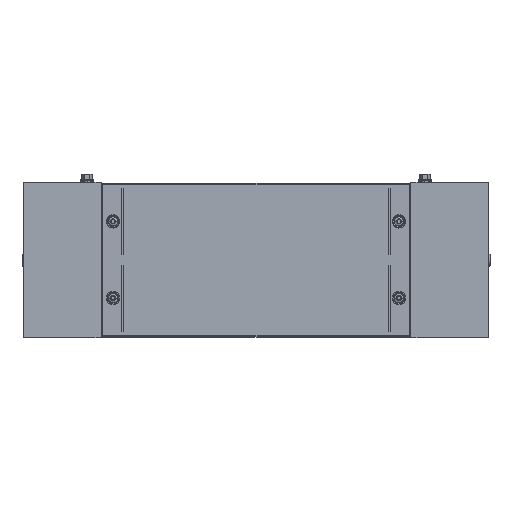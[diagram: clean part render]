
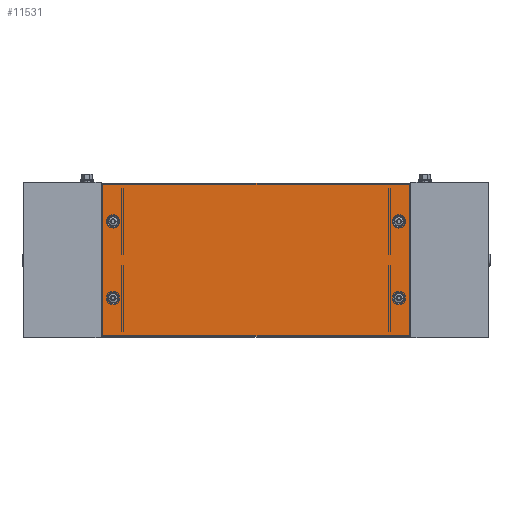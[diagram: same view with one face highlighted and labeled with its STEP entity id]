
A CAD part, top view. The second image highlights one B-rep face of the part: STEP entity #11531.
In plain terms, the highlighted face is planar.
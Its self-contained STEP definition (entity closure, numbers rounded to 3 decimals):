
#84 = ORIENTED_EDGE ( 'NONE', *, *, #13670, .T. ) ;
#185 = CIRCLE ( 'NONE', #7091, 7.691 ) ;
#455 = CIRCLE ( 'NONE', #5249, 7.691 ) ;
#457 = VERTEX_POINT ( 'NONE', #2244 ) ;
#586 = CARTESIAN_POINT ( 'NONE',  ( 492.191, -50.5, 0. ) ) ;
#923 = CARTESIAN_POINT ( 'NONE',  ( 123.191, -149.5, 0. ) ) ;
#1003 = DIRECTION ( 'NONE',  ( 0., 0., 1. ) ) ;
#1215 = CIRCLE ( 'NONE', #11132, 7.691 ) ;
#1296 = CARTESIAN_POINT ( 'NONE',  ( 484.5, -50.5, 0. ) ) ;
#1363 = CARTESIAN_POINT ( 'NONE',  ( 101., -199., 0. ) ) ;
#1367 = CARTESIAN_POINT ( 'NONE',  ( 107.809, -50.5, 0. ) ) ;
#1375 = PLANE ( 'NONE',  #5935 ) ;
#1417 = DIRECTION ( 'NONE',  ( 0., 0., 1. ) ) ;
#1430 = CARTESIAN_POINT ( 'NONE',  ( 476.809, -149.5, 0. ) ) ;
#1735 = VECTOR ( 'NONE', #2218, 1000. ) ;
#1852 = ORIENTED_EDGE ( 'NONE', *, *, #3490, .T. ) ;
#2218 = DIRECTION ( 'NONE',  ( 0., 1., 0. ) ) ;
#2244 = CARTESIAN_POINT ( 'NONE',  ( 476.809, -50.5, 0. ) ) ;
#2325 = DIRECTION ( 'NONE',  ( 0., 0., 1. ) ) ;
#2380 = VERTEX_POINT ( 'NONE', #586 ) ;
#2522 = ORIENTED_EDGE ( 'NONE', *, *, #11831, .F. ) ;
#2561 = DIRECTION ( 'NONE',  ( 1., 0., 0. ) ) ;
#2775 = DIRECTION ( 'NONE',  ( 1., 0., 0. ) ) ;
#2822 = DIRECTION ( 'NONE',  ( 0., 0., 1. ) ) ;
#3416 = AXIS2_PLACEMENT_3D ( 'NONE', #14009, #2325, #15253 ) ;
#3455 = CARTESIAN_POINT ( 'NONE',  ( 101., -1., 0. ) ) ;
#3490 = EDGE_CURVE ( 'NONE', #11868, #15684, #455, .T. ) ;
#3813 = DIRECTION ( 'NONE',  ( 0., -1., 0. ) ) ;
#3822 = VECTOR ( 'NONE', #5552, 1000. ) ;
#4287 = DIRECTION ( 'NONE',  ( 0., 0., 1. ) ) ;
#4300 = ORIENTED_EDGE ( 'NONE', *, *, #11763, .F. ) ;
#4321 = ORIENTED_EDGE ( 'NONE', *, *, #6533, .F. ) ;
#4478 = FACE_BOUND ( 'NONE', #14901, .T. ) ;
#4879 = EDGE_CURVE ( 'NONE', #14142, #8350, #6792, .T. ) ;
#5009 = CARTESIAN_POINT ( 'NONE',  ( 101., -199., 0. ) ) ;
#5230 = EDGE_CURVE ( 'NONE', #457, #2380, #15483, .T. ) ;
#5249 = AXIS2_PLACEMENT_3D ( 'NONE', #15765, #2822, #11948 ) ;
#5341 = VECTOR ( 'NONE', #3813, 1000. ) ;
#5552 = DIRECTION ( 'NONE',  ( -1., 0., 0. ) ) ;
#5632 = DIRECTION ( 'NONE',  ( 1., 0., 0. ) ) ;
#5862 = CARTESIAN_POINT ( 'NONE',  ( 484.5, -149.5, 0. ) ) ;
#5935 = AXIS2_PLACEMENT_3D ( 'NONE', #8625, #17251, #14572 ) ;
#5943 = EDGE_CURVE ( 'NONE', #5972, #8423, #15972, .T. ) ;
#5972 = VERTEX_POINT ( 'NONE', #9678 ) ;
#5993 = FACE_BOUND ( 'NONE', #6674, .T. ) ;
#6533 = EDGE_CURVE ( 'NONE', #18227, #12162, #10470, .T. ) ;
#6674 = EDGE_LOOP ( 'NONE', ( #7287, #16011 ) ) ;
#6792 = LINE ( 'NONE', #9793, #3822 ) ;
#7091 = AXIS2_PLACEMENT_3D ( 'NONE', #11244, #4287, #2775 ) ;
#7287 = ORIENTED_EDGE ( 'NONE', *, *, #8540, .T. ) ;
#7966 = CARTESIAN_POINT ( 'NONE',  ( 123.191, -50.5, 0. ) ) ;
#8139 = DIRECTION ( 'NONE',  ( 0., 0., 1. ) ) ;
#8151 = CARTESIAN_POINT ( 'NONE',  ( 499., -1., 0. ) ) ;
#8350 = VERTEX_POINT ( 'NONE', #3455 ) ;
#8419 = EDGE_LOOP ( 'NONE', ( #84, #1852 ) ) ;
#8423 = VERTEX_POINT ( 'NONE', #923 ) ;
#8540 = EDGE_CURVE ( 'NONE', #17080, #8753, #185, .T. ) ;
#8556 = ORIENTED_EDGE ( 'NONE', *, *, #16804, .T. ) ;
#8625 = CARTESIAN_POINT ( 'NONE',  ( 0., 0., 0. ) ) ;
#8753 = VERTEX_POINT ( 'NONE', #14346 ) ;
#8818 = FACE_BOUND ( 'NONE', #17521, .T. ) ;
#9477 = DIRECTION ( 'NONE',  ( 0., 0., 1. ) ) ;
#9601 = AXIS2_PLACEMENT_3D ( 'NONE', #1296, #12765, #5632 ) ;
#9678 = CARTESIAN_POINT ( 'NONE',  ( 107.809, -149.5, 0. ) ) ;
#9793 = CARTESIAN_POINT ( 'NONE',  ( 101., -1., 0. ) ) ;
#9868 = FACE_BOUND ( 'NONE', #8419, .T. ) ;
#10205 = CIRCLE ( 'NONE', #16250, 7.691 ) ;
#10470 = LINE ( 'NONE', #5009, #10655 ) ;
#10655 = VECTOR ( 'NONE', #14732, 1000. ) ;
#10675 = CARTESIAN_POINT ( 'NONE',  ( 499., -199., 0. ) ) ;
#10829 = ORIENTED_EDGE ( 'NONE', *, *, #4879, .F. ) ;
#10974 = CARTESIAN_POINT ( 'NONE',  ( 115.5, -149.5, 0. ) ) ;
#11132 = AXIS2_PLACEMENT_3D ( 'NONE', #16655, #9477, #18275 ) ;
#11200 = ORIENTED_EDGE ( 'NONE', *, *, #5230, .T. ) ;
#11244 = CARTESIAN_POINT ( 'NONE',  ( 484.5, -149.5, 0. ) ) ;
#11271 = EDGE_LOOP ( 'NONE', ( #4300, #10829, #2522, #4321 ) ) ;
#11529 = FACE_OUTER_BOUND ( 'NONE', #11271, .T. ) ;
#11531 = ADVANCED_FACE ( 'NONE', ( #5993, #4478, #8818, #9868, #11529 ), #1375, .F. ) ;
#11733 = ORIENTED_EDGE ( 'NONE', *, *, #5943, .T. ) ;
#11763 = EDGE_CURVE ( 'NONE', #8350, #18227, #12376, .T. ) ;
#11831 = EDGE_CURVE ( 'NONE', #12162, #14142, #15146, .T. ) ;
#11868 = VERTEX_POINT ( 'NONE', #7966 ) ;
#11948 = DIRECTION ( 'NONE',  ( 1., 0., 0. ) ) ;
#12162 = VERTEX_POINT ( 'NONE', #10675 ) ;
#12174 = CARTESIAN_POINT ( 'NONE',  ( 115.5, -149.5, 0. ) ) ;
#12346 = CIRCLE ( 'NONE', #17202, 7.691 ) ;
#12349 = CARTESIAN_POINT ( 'NONE',  ( 499., -1., 0. ) ) ;
#12376 = LINE ( 'NONE', #14074, #5341 ) ;
#12743 = DIRECTION ( 'NONE',  ( 1., 0., 0. ) ) ;
#12765 = DIRECTION ( 'NONE',  ( 0., 0., 1. ) ) ;
#12911 = AXIS2_PLACEMENT_3D ( 'NONE', #10974, #1003, #12743 ) ;
#13670 = EDGE_CURVE ( 'NONE', #15684, #11868, #1215, .T. ) ;
#14009 = CARTESIAN_POINT ( 'NONE',  ( 484.5, -50.5, 0. ) ) ;
#14074 = CARTESIAN_POINT ( 'NONE',  ( 101., -1., 0. ) ) ;
#14142 = VERTEX_POINT ( 'NONE', #12349 ) ;
#14208 = EDGE_CURVE ( 'NONE', #8753, #17080, #12346, .T. ) ;
#14346 = CARTESIAN_POINT ( 'NONE',  ( 492.191, -149.5, 0. ) ) ;
#14572 = DIRECTION ( 'NONE',  ( 1., 0., 0. ) ) ;
#14732 = DIRECTION ( 'NONE',  ( 1., 0., 0. ) ) ;
#14901 = EDGE_LOOP ( 'NONE', ( #11733, #17917 ) ) ;
#15132 = DIRECTION ( 'NONE',  ( 1., 0., 0. ) ) ;
#15146 = LINE ( 'NONE', #8151, #1735 ) ;
#15253 = DIRECTION ( 'NONE',  ( 1., 0., 0. ) ) ;
#15483 = CIRCLE ( 'NONE', #3416, 7.691 ) ;
#15684 = VERTEX_POINT ( 'NONE', #1367 ) ;
#15765 = CARTESIAN_POINT ( 'NONE',  ( 115.5, -50.5, 0. ) ) ;
#15972 = CIRCLE ( 'NONE', #12911, 7.691 ) ;
#16011 = ORIENTED_EDGE ( 'NONE', *, *, #14208, .T. ) ;
#16250 = AXIS2_PLACEMENT_3D ( 'NONE', #12174, #8139, #15132 ) ;
#16655 = CARTESIAN_POINT ( 'NONE',  ( 115.5, -50.5, 0. ) ) ;
#16804 = EDGE_CURVE ( 'NONE', #2380, #457, #17779, .T. ) ;
#16903 = EDGE_CURVE ( 'NONE', #8423, #5972, #10205, .T. ) ;
#17080 = VERTEX_POINT ( 'NONE', #1430 ) ;
#17202 = AXIS2_PLACEMENT_3D ( 'NONE', #5862, #1417, #2561 ) ;
#17251 = DIRECTION ( 'NONE',  ( 0., 0., 1. ) ) ;
#17521 = EDGE_LOOP ( 'NONE', ( #11200, #8556 ) ) ;
#17779 = CIRCLE ( 'NONE', #9601, 7.691 ) ;
#17917 = ORIENTED_EDGE ( 'NONE', *, *, #16903, .T. ) ;
#18227 = VERTEX_POINT ( 'NONE', #1363 ) ;
#18275 = DIRECTION ( 'NONE',  ( 1., 0., 0. ) ) ;
